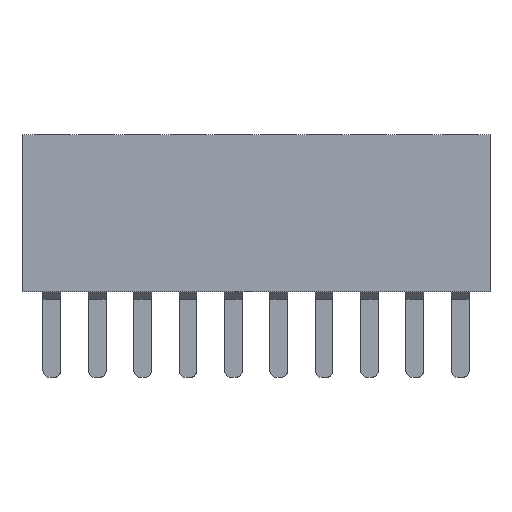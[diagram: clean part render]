
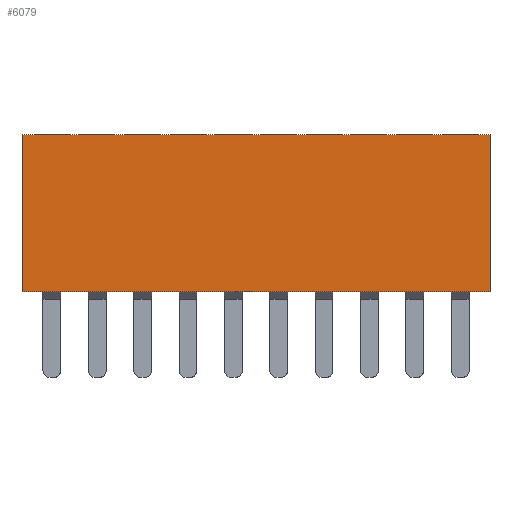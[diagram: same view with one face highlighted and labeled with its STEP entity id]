
A CAD part, top view. The second image highlights one B-rep face of the part: STEP entity #6079.
In plain terms, the highlighted planar face has unit normal (0, 0, 1).
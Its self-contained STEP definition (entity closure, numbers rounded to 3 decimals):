
#3803=CARTESIAN_POINT('',(14.371,5.05,-0.65));
#3804=VERTEX_POINT('',#3803);
#3811=CARTESIAN_POINT('',(14.371,0.65,-0.65));
#3812=VERTEX_POINT('',#3811);
#3813=CARTESIAN_POINT('',(14.371,5.05,-0.65));
#3814=DIRECTION('',(0.,-1.,0.));
#3815=VECTOR('',#3814,4.4);
#3816=LINE('',#3813,#3815);
#3817=EDGE_CURVE('',#3804,#3812,#3816,.T.);
#3833=CARTESIAN_POINT('',(1.271,0.65,-0.65));
#3834=VERTEX_POINT('',#3833);
#3835=CARTESIAN_POINT('',(1.271,5.05,-0.65));
#3836=VERTEX_POINT('',#3835);
#3837=CARTESIAN_POINT('',(1.271,0.65,-0.65));
#3838=DIRECTION('',(0.,1.,0.));
#3839=VECTOR('',#3838,4.4);
#3840=LINE('',#3837,#3839);
#3841=EDGE_CURVE('',#3834,#3836,#3840,.T.);
#5366=CARTESIAN_POINT('',(14.371,0.65,-0.65));
#5367=DIRECTION('',(-1.,0.,0.));
#5368=VECTOR('',#5367,13.1);
#5369=LINE('',#5366,#5368);
#5370=EDGE_CURVE('',#3812,#3834,#5369,.T.);
#5718=CARTESIAN_POINT('',(1.271,5.05,-0.65));
#5719=DIRECTION('',(1.,0.,0.));
#5720=VECTOR('',#5719,13.1);
#5721=LINE('',#5718,#5720);
#5722=EDGE_CURVE('',#3836,#3804,#5721,.T.);
#6068=CARTESIAN_POINT('',(7.821,2.85,-0.65));
#6069=DIRECTION('',(1.,0.,0.));
#6070=DIRECTION('',(0.,0.,1.));
#6071=AXIS2_PLACEMENT_3D('',#6068,#6070,#6069);
#6072=PLANE('',#6071);
#6073=ORIENTED_EDGE('',*,*,#3841,.F.);
#6074=ORIENTED_EDGE('',*,*,#5370,.F.);
#6075=ORIENTED_EDGE('',*,*,#3817,.F.);
#6076=ORIENTED_EDGE('',*,*,#5722,.F.);
#6077=EDGE_LOOP('',(#6073,#6074,#6075,#6076));
#6078=FACE_OUTER_BOUND('',#6077,.T.);
#6079=ADVANCED_FACE('',(#6078),#6072,.T.);
